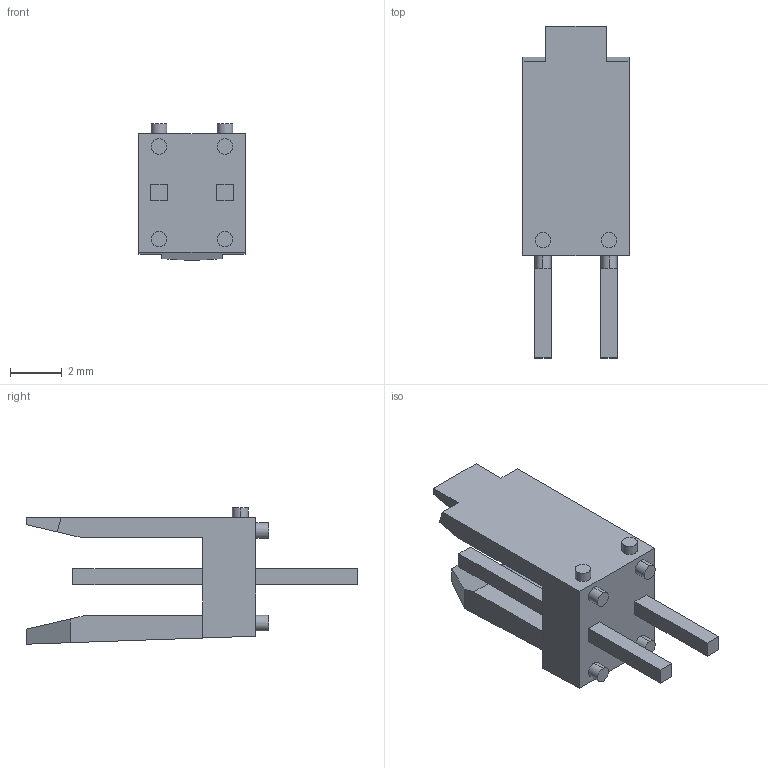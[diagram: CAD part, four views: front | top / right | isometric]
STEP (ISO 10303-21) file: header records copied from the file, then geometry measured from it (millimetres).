
FILE_DESCRIPTION((''),'2;1');
FILE_NAME('76384-302LFC','2011-08-29T',('kayyappa'),('FCI - ELX Division'),'PRO/ENGINEER BY PARAMETRIC TECHNOLOGY CORPORATION, 2009400','PRO/ENGINEER BY PARAMETRIC TECHNOLOGY CORPORATION, 2009400','');
FILE_SCHEMA(('CONFIG_CONTROL_DESIGN'));
Length unit declared in the file: millimetre
Products named in the file (1): 76384-302LFC
Bounding box: 4.08 x 12.77 x 5.25 mm (x, y, z)
Volume: 77.2 mm3; surface area: 220.5 mm2
Topology: 1 solids, 1 shells, 58 faces, 138 edges, 92 vertices
Faces by surface type: plane 46, cylinder 12
Entity records: 1704 total; most frequent: CARTESIAN_POINT 288, DIRECTION 278, ORIENTED_EDGE 276, EDGE_CURVE 138, VECTOR 114, LINE 114, VERTEX_POINT 92, AXIS2_PLACEMENT_3D 82
